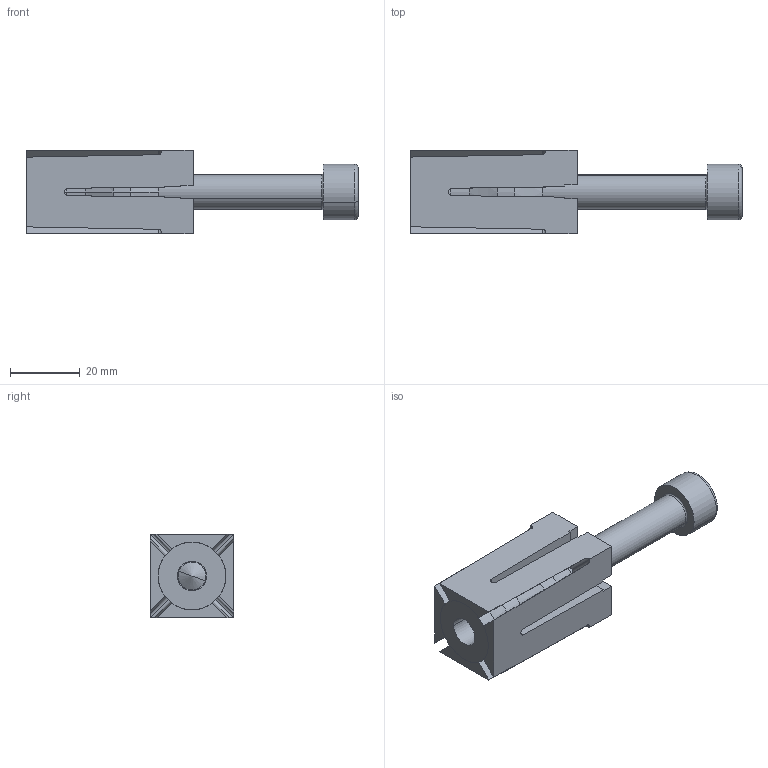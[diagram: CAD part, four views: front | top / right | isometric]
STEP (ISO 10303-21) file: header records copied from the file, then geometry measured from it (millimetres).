
FILE_DESCRIPTION (( 'STEP AP203' ), '1' );
FILE_NAME ('0038216K_BEF.4-V24-27_SET.STEP', '2012-11-08T11:27:00', ( '' ), ( '' ), 'SwSTEP 2.0', 'SolidWorks 2012', '' );
FILE_SCHEMA (( 'CONFIG_CONTROL_DESIGN' ));
Length unit declared in the file: millimetre
Products named in the file (1): 0038216K_BEF.4-V24-27_SET
Bounding box: 95.37 x 24 x 24 mm (x, y, z)
Surface area: 14108.5 mm2 (no closed solid volume)
Topology: 0 solids, 3 shells, 113 faces, 390 edges, 275 vertices
Faces by surface type: plane 65, cylinder 36, cone 8, torus 4
Entity records: 4357 total; most frequent: CARTESIAN_POINT 1225, ORIENTED_EDGE 659, DIRECTION 571, EDGE_CURVE 388, VERTEX_POINT 275, AXIS2_PLACEMENT_3D 197, VECTOR 177, LINE 177
